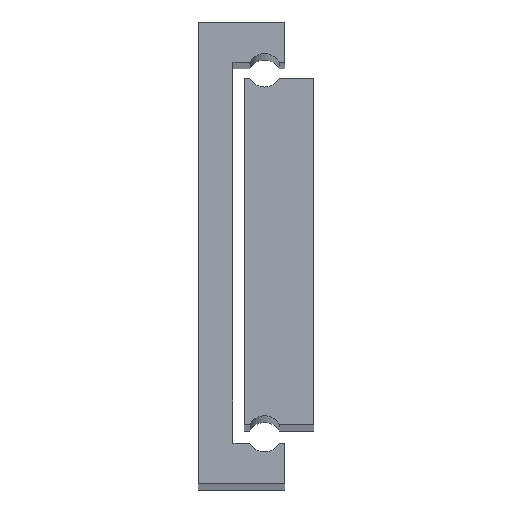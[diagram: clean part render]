
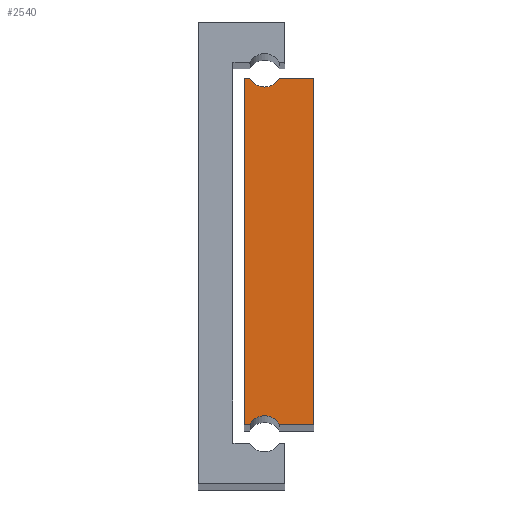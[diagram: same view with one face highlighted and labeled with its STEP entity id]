
A CAD part, top view. The second image highlights one B-rep face of the part: STEP entity #2540.
In plain terms, the highlighted planar face has unit normal (0, 0, 1).
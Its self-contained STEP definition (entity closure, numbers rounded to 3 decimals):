
#16 = VERTEX_POINT ( 'NONE', #2954 ) ;
#25 = DIRECTION ( 'NONE',  ( 1., 0., 0. ) ) ;
#40 = CARTESIAN_POINT ( 'NONE',  ( -4.071, 18.924, 325. ) ) ;
#80 = VERTEX_POINT ( 'NONE', #687 ) ;
#101 = VERTEX_POINT ( 'NONE', #2504 ) ;
#142 = CARTESIAN_POINT ( 'NONE',  ( 2.027, 18.924, 325. ) ) ;
#212 = CARTESIAN_POINT ( 'NONE',  ( -3.169, 78.924, 325. ) ) ;
#313 = CARTESIAN_POINT ( 'NONE',  ( 7.929, 18.924, 325. ) ) ;
#331 = EDGE_LOOP ( 'NONE', ( #2557, #2444, #2929, #2841, #1727, #871, #2893, #2328 ) ) ;
#359 = DIRECTION ( 'NONE',  ( -1., 0., 0. ) ) ;
#385 = LINE ( 'NONE', #142, #1658 ) ;
#469 = CARTESIAN_POINT ( 'NONE',  ( 7.929, 18.924, 325. ) ) ;
#482 = VERTEX_POINT ( 'NONE', #2044 ) ;
#510 = DIRECTION ( 'NONE',  ( 0., 0., -1. ) ) ;
#558 = DIRECTION ( 'NONE',  ( 0., 0., -1. ) ) ;
#602 = VECTOR ( 'NONE', #656, 1000. ) ;
#656 = DIRECTION ( 'NONE',  ( -1., 0., 0. ) ) ;
#662 = DIRECTION ( 'NONE',  ( 0., 1., 0. ) ) ;
#687 = CARTESIAN_POINT ( 'NONE',  ( -3.169, 78.924, 325. ) ) ;
#756 = DIRECTION ( 'NONE',  ( 1., 0., 0. ) ) ;
#871 = ORIENTED_EDGE ( 'NONE', *, *, #3111, .T. ) ;
#949 = AXIS2_PLACEMENT_3D ( 'NONE', #1122, #1583, #359 ) ;
#952 = VECTOR ( 'NONE', #2350, 1000. ) ;
#954 = CARTESIAN_POINT ( 'NONE',  ( -4.071, 18.924, 325. ) ) ;
#967 = EDGE_CURVE ( 'NONE', #1547, #482, #2341, .T. ) ;
#968 = VERTEX_POINT ( 'NONE', #954 ) ;
#970 = CARTESIAN_POINT ( 'NONE',  ( -0.571, 80.424, 325. ) ) ;
#1122 = CARTESIAN_POINT ( 'NONE',  ( -0.571, 17.424, 325. ) ) ;
#1133 = VERTEX_POINT ( 'NONE', #1504 ) ;
#1174 = EDGE_CURVE ( 'NONE', #101, #1547, #385, .T. ) ;
#1351 = DIRECTION ( 'NONE',  ( 0., -1., 0. ) ) ;
#1376 = PLANE ( 'NONE',  #949 ) ;
#1400 = LINE ( 'NONE', #2335, #602 ) ;
#1415 = VECTOR ( 'NONE', #662, 1000. ) ;
#1504 = CARTESIAN_POINT ( 'NONE',  ( 2.027, 78.924, 325. ) ) ;
#1547 = VERTEX_POINT ( 'NONE', #313 ) ;
#1562 = LINE ( 'NONE', #2517, #1967 ) ;
#1583 = DIRECTION ( 'NONE',  ( 0., 0., -1. ) ) ;
#1658 = VECTOR ( 'NONE', #2260, 1000. ) ;
#1727 = ORIENTED_EDGE ( 'NONE', *, *, #967, .T. ) ;
#1814 = FACE_OUTER_BOUND ( 'NONE', #331, .T. ) ;
#1859 = CARTESIAN_POINT ( 'NONE',  ( -4.071, 78.924, 325. ) ) ;
#1878 = EDGE_CURVE ( 'NONE', #80, #2737, #2367, .T. ) ;
#1917 = CIRCLE ( 'NONE', #2362, 3. ) ;
#1946 = EDGE_CURVE ( 'NONE', #16, #101, #3062, .T. ) ;
#1967 = VECTOR ( 'NONE', #1351, 1000. ) ;
#2044 = CARTESIAN_POINT ( 'NONE',  ( 7.929, 78.924, 325. ) ) ;
#2091 = AXIS2_PLACEMENT_3D ( 'NONE', #2414, #510, #2726 ) ;
#2260 = DIRECTION ( 'NONE',  ( 1., 0., 0. ) ) ;
#2328 = ORIENTED_EDGE ( 'NONE', *, *, #1878, .T. ) ;
#2335 = CARTESIAN_POINT ( 'NONE',  ( 7.929, 78.924, 325. ) ) ;
#2341 = LINE ( 'NONE', #469, #1415 ) ;
#2350 = DIRECTION ( 'NONE',  ( -1., 0., 0. ) ) ;
#2362 = AXIS2_PLACEMENT_3D ( 'NONE', #970, #558, #25 ) ;
#2367 = LINE ( 'NONE', #212, #952 ) ;
#2414 = CARTESIAN_POINT ( 'NONE',  ( -0.571, 17.424, 325. ) ) ;
#2444 = ORIENTED_EDGE ( 'NONE', *, *, #2928, .T. ) ;
#2504 = CARTESIAN_POINT ( 'NONE',  ( 2.027, 18.924, 325. ) ) ;
#2517 = CARTESIAN_POINT ( 'NONE',  ( -4.071, 78.924, 325. ) ) ;
#2540 = ADVANCED_FACE ( 'NONE', ( #1814 ), #1376, .F. ) ;
#2557 = ORIENTED_EDGE ( 'NONE', *, *, #3012, .T. ) ;
#2699 = LINE ( 'NONE', #40, #3084 ) ;
#2726 = DIRECTION ( 'NONE',  ( -1., 0., 0. ) ) ;
#2737 = VERTEX_POINT ( 'NONE', #1859 ) ;
#2787 = EDGE_CURVE ( 'NONE', #1133, #80, #1917, .T. ) ;
#2841 = ORIENTED_EDGE ( 'NONE', *, *, #1174, .T. ) ;
#2893 = ORIENTED_EDGE ( 'NONE', *, *, #2787, .T. ) ;
#2928 = EDGE_CURVE ( 'NONE', #968, #16, #2699, .T. ) ;
#2929 = ORIENTED_EDGE ( 'NONE', *, *, #1946, .T. ) ;
#2954 = CARTESIAN_POINT ( 'NONE',  ( -3.169, 18.924, 325. ) ) ;
#3012 = EDGE_CURVE ( 'NONE', #2737, #968, #1562, .T. ) ;
#3062 = CIRCLE ( 'NONE', #2091, 3. ) ;
#3084 = VECTOR ( 'NONE', #756, 1000. ) ;
#3111 = EDGE_CURVE ( 'NONE', #482, #1133, #1400, .T. ) ;
